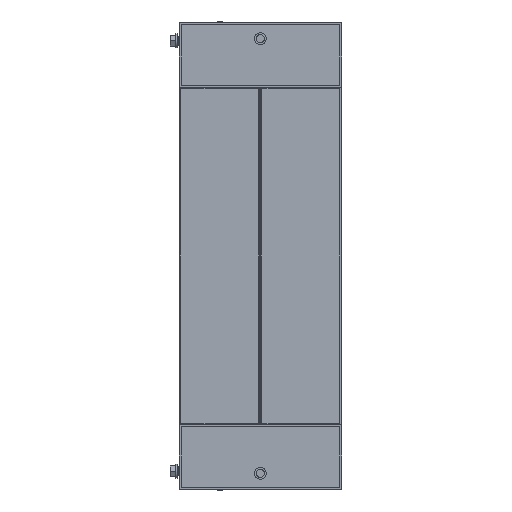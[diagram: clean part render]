
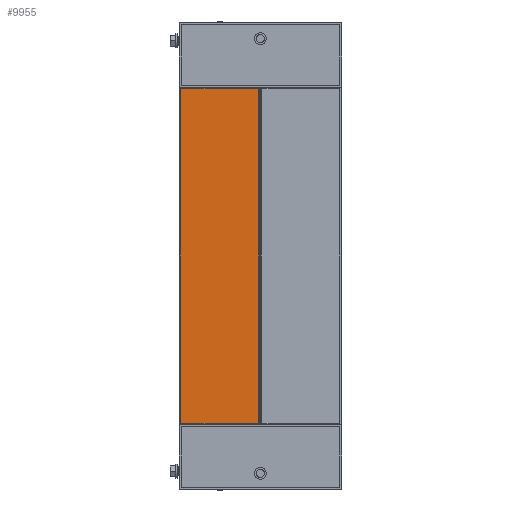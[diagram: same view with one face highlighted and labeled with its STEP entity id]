
A CAD part, left-side view. The second image highlights one B-rep face of the part: STEP entity #9955.
In plain terms, the highlighted planar face has unit normal (-1, 0, 0).
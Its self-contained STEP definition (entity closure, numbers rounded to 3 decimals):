
#1364 = PLANE ( 'NONE',  #17471 ) ;
#1930 = VERTEX_POINT ( 'NONE', #3385 ) ;
#2267 = CARTESIAN_POINT ( 'NONE',  ( 0., -99.5, 495. ) ) ;
#2363 = LINE ( 'NONE', #14059, #6145 ) ;
#2888 = ORIENTED_EDGE ( 'NONE', *, *, #6049, .T. ) ;
#3385 = CARTESIAN_POINT ( 'NONE',  ( 0., -0.5, 495. ) ) ;
#3890 = CARTESIAN_POINT ( 'NONE',  ( 0., -0.5, 495. ) ) ;
#4102 = CARTESIAN_POINT ( 'NONE',  ( 0., -99.5, 80. ) ) ;
#4810 = ORIENTED_EDGE ( 'NONE', *, *, #7976, .T. ) ;
#5413 = LINE ( 'NONE', #2267, #5459 ) ;
#5459 = VECTOR ( 'NONE', #16914, 1000. ) ;
#5463 = DIRECTION ( 'NONE',  ( -1., 0., 0. ) ) ;
#6049 = EDGE_CURVE ( 'NONE', #9158, #15108, #6957, .T. ) ;
#6145 = VECTOR ( 'NONE', #13878, 1000. ) ;
#6957 = LINE ( 'NONE', #4102, #9613 ) ;
#7976 = EDGE_CURVE ( 'NONE', #12487, #1930, #2363, .T. ) ;
#9158 = VERTEX_POINT ( 'NONE', #16822 ) ;
#9500 = CARTESIAN_POINT ( 'NONE',  ( 0., -99.5, 80. ) ) ;
#9613 = VECTOR ( 'NONE', #12759, 1000. ) ;
#9955 = ADVANCED_FACE ( 'NONE', ( #12689 ), #1364, .T. ) ;
#10117 = CARTESIAN_POINT ( 'NONE',  ( 0., 0., 0. ) ) ;
#11220 = CARTESIAN_POINT ( 'NONE',  ( 0., -99.5, 495. ) ) ;
#11240 = EDGE_CURVE ( 'NONE', #1930, #9158, #13970, .T. ) ;
#11282 = DIRECTION ( 'NONE',  ( 0., 0., 1. ) ) ;
#11560 = EDGE_LOOP ( 'NONE', ( #4810, #12445, #2888, #13370 ) ) ;
#12445 = ORIENTED_EDGE ( 'NONE', *, *, #11240, .T. ) ;
#12487 = VERTEX_POINT ( 'NONE', #11220 ) ;
#12689 = FACE_OUTER_BOUND ( 'NONE', #11560, .T. ) ;
#12759 = DIRECTION ( 'NONE',  ( 0., -1., 0. ) ) ;
#13370 = ORIENTED_EDGE ( 'NONE', *, *, #15163, .T. ) ;
#13878 = DIRECTION ( 'NONE',  ( 0., 1., 0. ) ) ;
#13970 = LINE ( 'NONE', #3890, #18121 ) ;
#14059 = CARTESIAN_POINT ( 'NONE',  ( 0., -99.5, 495. ) ) ;
#14168 = DIRECTION ( 'NONE',  ( 0., 0., -1. ) ) ;
#15108 = VERTEX_POINT ( 'NONE', #9500 ) ;
#15163 = EDGE_CURVE ( 'NONE', #15108, #12487, #5413, .T. ) ;
#16822 = CARTESIAN_POINT ( 'NONE',  ( 0., -0.5, 80. ) ) ;
#16914 = DIRECTION ( 'NONE',  ( 0., 0., 1. ) ) ;
#17471 = AXIS2_PLACEMENT_3D ( 'NONE', #10117, #5463, #11282 ) ;
#18121 = VECTOR ( 'NONE', #14168, 1000. ) ;
